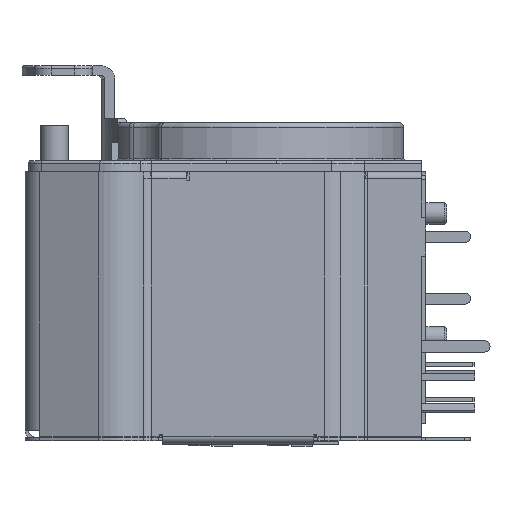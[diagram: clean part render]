
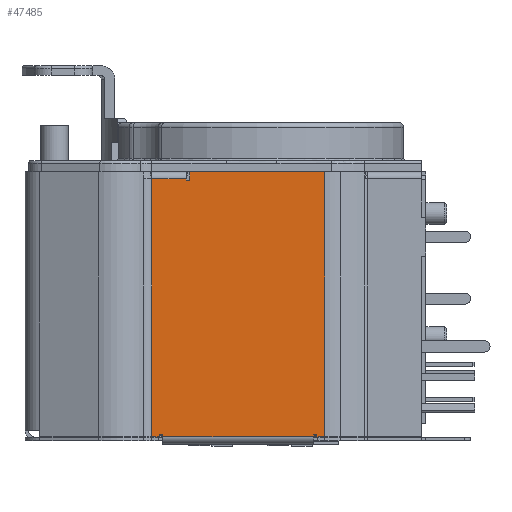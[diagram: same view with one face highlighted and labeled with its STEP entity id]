
A CAD part, left-side view. The second image highlights one B-rep face of the part: STEP entity #47485.
In plain terms, the highlighted planar face has unit normal (-1, 0, 0).
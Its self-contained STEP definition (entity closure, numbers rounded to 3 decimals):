
#4311=LINE('',#77052,#9738);
#4358=LINE('',#77174,#9785);
#4361=LINE('',#77181,#9788);
#4365=LINE('',#77188,#9792);
#4367=LINE('',#77192,#9794);
#4368=LINE('',#77194,#9795);
#4369=LINE('',#77196,#9796);
#4370=LINE('',#77198,#9797);
#4371=LINE('',#77200,#9798);
#4372=LINE('',#77202,#9799);
#4373=LINE('',#77204,#9800);
#4374=LINE('',#77206,#9801);
#4375=LINE('',#77208,#9802);
#4376=LINE('',#77210,#9803);
#4377=LINE('',#77212,#9804);
#4378=LINE('',#77213,#9805);
#9738=VECTOR('',#60020,0.86);
#9785=VECTOR('',#60111,10.);
#9788=VECTOR('',#60116,10.);
#9792=VECTOR('',#60122,10.);
#9794=VECTOR('',#60126,10.);
#9795=VECTOR('',#60127,10.);
#9796=VECTOR('',#60128,10.);
#9797=VECTOR('',#60129,0.86);
#9798=VECTOR('',#60130,10.);
#9799=VECTOR('',#60131,0.86);
#9800=VECTOR('',#60132,10.);
#9801=VECTOR('',#60133,10.);
#9802=VECTOR('',#60134,10.);
#9803=VECTOR('',#60135,10.);
#9804=VECTOR('',#60136,10.);
#9805=VECTOR('',#60137,0.86);
#13026=PLANE('',#50964);
#15429=FACE_OUTER_BOUND('',#18053,.T.);
#18053=EDGE_LOOP('',(#40733,#40734,#40735,#40736,#40737,#40738,#40739,#40740,
#40741,#40742,#40743,#40744,#40745,#40746,#40747,#40748));
#23384=VERTEX_POINT('',#77049);
#23385=VERTEX_POINT('',#77051);
#23438=VERTEX_POINT('',#77173);
#23440=VERTEX_POINT('',#77179);
#23441=VERTEX_POINT('',#77180);
#23444=VERTEX_POINT('',#77191);
#23445=VERTEX_POINT('',#77193);
#23446=VERTEX_POINT('',#77195);
#23447=VERTEX_POINT('',#77197);
#23448=VERTEX_POINT('',#77199);
#23449=VERTEX_POINT('',#77201);
#23450=VERTEX_POINT('',#77203);
#23451=VERTEX_POINT('',#77205);
#23452=VERTEX_POINT('',#77207);
#23453=VERTEX_POINT('',#77209);
#23454=VERTEX_POINT('',#77211);
#29401=EDGE_CURVE('',#23384,#23385,#4311,.T.);
#29463=EDGE_CURVE('',#23438,#23385,#4358,.T.);
#29466=EDGE_CURVE('',#23440,#23441,#4361,.T.);
#29470=EDGE_CURVE('',#23441,#23438,#4365,.T.);
#29472=EDGE_CURVE('',#23384,#23444,#4367,.T.);
#29473=EDGE_CURVE('',#23444,#23445,#4368,.T.);
#29474=EDGE_CURVE('',#23445,#23446,#4369,.T.);
#29475=EDGE_CURVE('',#23447,#23446,#4370,.T.);
#29476=EDGE_CURVE('',#23448,#23447,#4371,.T.);
#29477=EDGE_CURVE('',#23448,#23449,#4372,.T.);
#29478=EDGE_CURVE('',#23449,#23450,#4373,.T.);
#29479=EDGE_CURVE('',#23450,#23451,#4374,.T.);
#29480=EDGE_CURVE('',#23451,#23452,#4375,.T.);
#29481=EDGE_CURVE('',#23452,#23453,#4376,.T.);
#29482=EDGE_CURVE('',#23453,#23454,#4377,.T.);
#29483=EDGE_CURVE('',#23440,#23454,#4378,.T.);
#40733=ORIENTED_EDGE('',*,*,#29466,.T.);
#40734=ORIENTED_EDGE('',*,*,#29470,.T.);
#40735=ORIENTED_EDGE('',*,*,#29463,.T.);
#40736=ORIENTED_EDGE('',*,*,#29401,.F.);
#40737=ORIENTED_EDGE('',*,*,#29472,.T.);
#40738=ORIENTED_EDGE('',*,*,#29473,.T.);
#40739=ORIENTED_EDGE('',*,*,#29474,.T.);
#40740=ORIENTED_EDGE('',*,*,#29475,.F.);
#40741=ORIENTED_EDGE('',*,*,#29476,.F.);
#40742=ORIENTED_EDGE('',*,*,#29477,.T.);
#40743=ORIENTED_EDGE('',*,*,#29478,.T.);
#40744=ORIENTED_EDGE('',*,*,#29479,.T.);
#40745=ORIENTED_EDGE('',*,*,#29480,.T.);
#40746=ORIENTED_EDGE('',*,*,#29481,.T.);
#40747=ORIENTED_EDGE('',*,*,#29482,.T.);
#40748=ORIENTED_EDGE('',*,*,#29483,.F.);
#47485=ADVANCED_FACE('',(#15429),#13026,.T.);
#50964=AXIS2_PLACEMENT_3D('',#77190,#60124,#60125);
#60020=DIRECTION('',(0.,1.,0.));
#60111=DIRECTION('',(0.,0.,-1.));
#60116=DIRECTION('',(0.,0.,1.));
#60122=DIRECTION('',(0.,-1.,0.));
#60124=DIRECTION('center_axis',(-1.,0.,0.));
#60125=DIRECTION('ref_axis',(0.,0.,
-1.));
#60126=DIRECTION('',(0.,0.,1.));
#60127=DIRECTION('',(0.,-1.,0.));
#60128=DIRECTION('',(0.,0.,-1.));
#60129=DIRECTION('',(0.,1.,0.));
#60130=DIRECTION('',(0.,0.,-1.));
#60131=DIRECTION('',(0.,1.,0.));
#60132=DIRECTION('',(0.,0.,-1.));
#60133=DIRECTION('',(0.,1.,0.));
#60134=DIRECTION('',(0.,0.,1.));
#60135=DIRECTION('',(0.,1.,0.));
#60136=DIRECTION('',(0.,0.,-1.));
#60137=DIRECTION('',(0.,1.,0.));
#77049=CARTESIAN_POINT('',(-11.35,-4.438,-19.));
#77051=CARTESIAN_POINT('',(-11.35,6.378,-19.));
#77052=CARTESIAN_POINT('',(-11.35,62.566,-19.));
#77173=CARTESIAN_POINT('',(-11.35,6.378,-18.875));
#77174=CARTESIAN_POINT('',(-11.35,6.378,-14.188));
#77179=CARTESIAN_POINT('',(-11.35,6.628,-19.));
#77180=CARTESIAN_POINT('',(-11.35,6.628,-18.875));
#77181=CARTESIAN_POINT('',(-11.35,6.628,-14.25));
#77188=CARTESIAN_POINT('',(-11.35,16.891,-18.875));
#77190=CARTESIAN_POINT('Origin',(-11.35,27.154,-9.5));
#77191=CARTESIAN_POINT('',(-11.35,-4.438,-18.875));
#77192=CARTESIAN_POINT('',(-11.35,-4.438,-14.25));
#77193=CARTESIAN_POINT('',(-11.35,-4.688,-18.875));
#77194=CARTESIAN_POINT('',(-11.35,11.358,-18.875));
#77195=CARTESIAN_POINT('',(-11.35,-4.688,-19.));
#77196=CARTESIAN_POINT('',(-11.35,-4.688,-14.188));
#77197=CARTESIAN_POINT('',(-11.35,-5.238,-19.));
#77198=CARTESIAN_POINT('',(-11.35,62.566,-19.));
#77199=CARTESIAN_POINT('',(-11.35,-5.238,0.));
#77200=CARTESIAN_POINT('',(-11.35,-5.238,-9.5));
#77201=CARTESIAN_POINT('',(-11.35,4.428,0.));
#77202=CARTESIAN_POINT('',(-11.35,62.566,0.));
#77203=CARTESIAN_POINT('',(-11.35,4.428,-0.625));
#77204=CARTESIAN_POINT('',(-11.35,4.428,-5.063));
#77205=CARTESIAN_POINT('',(-11.35,4.678,-0.625));
#77206=CARTESIAN_POINT('',(-11.35,15.916,-0.625));
#77207=CARTESIAN_POINT('',(-11.35,4.678,-0.5));
#77208=CARTESIAN_POINT('',(-11.35,4.678,-4.75));
#77209=CARTESIAN_POINT('',(-11.35,7.178,-0.5));
#77210=CARTESIAN_POINT('',(-11.35,17.166,-0.5));
#77211=CARTESIAN_POINT('',(-11.35,7.178,-19.));
#77212=CARTESIAN_POINT('',(-11.35,7.178,-9.5));
#77213=CARTESIAN_POINT('',(-11.35,62.566,-19.));
